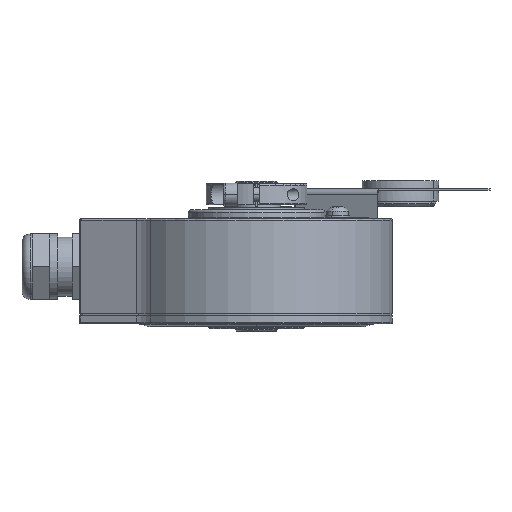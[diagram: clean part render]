
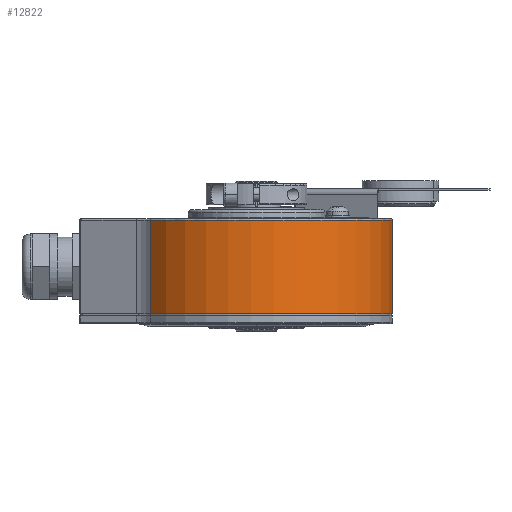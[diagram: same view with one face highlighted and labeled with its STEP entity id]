
A CAD part, left-side view. The second image highlights one B-rep face of the part: STEP entity #12822.
In plain terms, the highlighted cylindrical face has radius 50 mm (diameter 100 mm), a partial arc.
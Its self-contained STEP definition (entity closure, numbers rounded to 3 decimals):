
#1191=CARTESIAN_POINT('',(0.,0.,-77.85));
#1192=DIRECTION('',(0.,0.,1.));
#1193=DIRECTION('',(-0.627,0.779,0.));
#1194=AXIS2_PLACEMENT_3D('',#1191,#1192,#1193);
#1717=CARTESIAN_POINT('',(0.,0.,-43.65));
#1718=DIRECTION('',(0.,0.,1.));
#1719=DIRECTION('',(-0.627,0.779,0.));
#1720=AXIS2_PLACEMENT_3D('',#1717,#1718,#1719);
#1722=DIRECTION('',(0.,0.,-1.));
#1723=VECTOR('',#1722,34.2);
#1724=CARTESIAN_POINT('',(31.345,38.955,-43.65));
#1725=LINE('',#1724,#1723);
#1726=DIRECTION('',(0.,0.,-1.));
#1727=VECTOR('',#1726,34.2);
#1728=CARTESIAN_POINT('',(-31.345,38.955,-43.65));
#1729=LINE('',#1728,#1727);
#9956=CARTESIAN_POINT('',(-31.345,38.955,-77.85));
#9957=CARTESIAN_POINT('',(31.345,38.955,-77.85));
#9958=VERTEX_POINT('',#9956);
#9959=VERTEX_POINT('',#9957);
#10032=CARTESIAN_POINT('',(31.345,38.955,-43.65));
#10034=VERTEX_POINT('',#10032);
#10058=CARTESIAN_POINT('',(-31.345,38.955,-43.65));
#10059=VERTEX_POINT('',#10058);
#12810=CARTESIAN_POINT('',(0.,0.,-36.05));
#12811=DIRECTION('',(0.,0.,1.));
#12812=DIRECTION('',(1.,0.,0.));
#12813=AXIS2_PLACEMENT_3D('',#12810,#12811,#12812);
#12814=CYLINDRICAL_SURFACE('',#12813,50.);
#12815=ORIENTED_EDGE('',*,*,#12669,.T.);
#12816=ORIENTED_EDGE('',*,*,#12805,.T.);
#12817=ORIENTED_EDGE('',*,*,#12338,.F.);
#12819=ORIENTED_EDGE('',*,*,#12818,.F.);
#12820=EDGE_LOOP('',(#12815,#12816,#12817,#12819));
#12821=FACE_OUTER_BOUND('',#12820,.F.);
#1195=CIRCLE('',#1194,50.);
#1721=CIRCLE('',#1720,50.);
#12338=EDGE_CURVE('',#9958,#9959,#1195,.T.);
#12669=EDGE_CURVE('',#10059,#10034,#1721,.T.);
#12805=EDGE_CURVE('',#10034,#9959,#1725,.T.);
#12818=EDGE_CURVE('',#10059,#9958,#1729,.T.);
#12822=ADVANCED_FACE('',(#12821),#12814,.T.);
